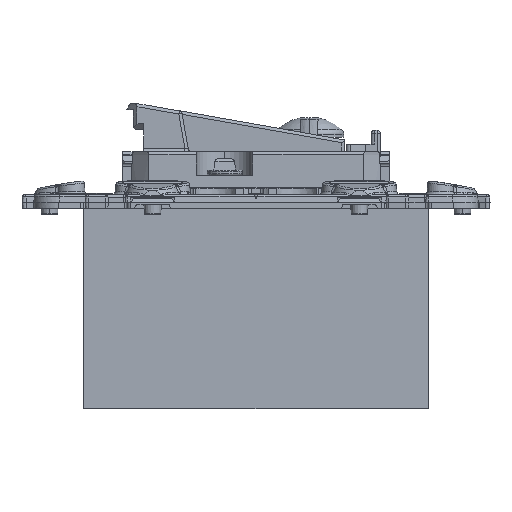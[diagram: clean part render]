
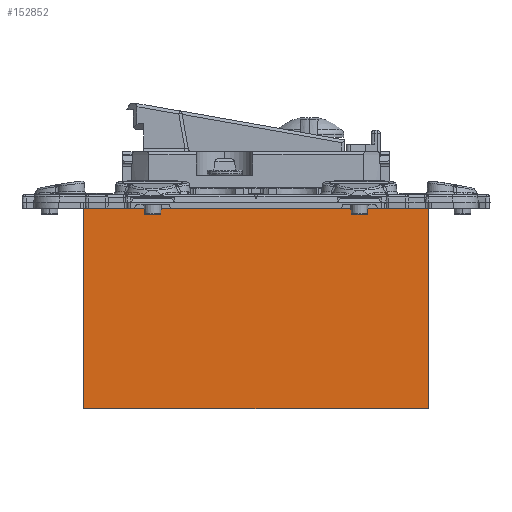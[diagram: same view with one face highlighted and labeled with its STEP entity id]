
A CAD part, left-side view. The second image highlights one B-rep face of the part: STEP entity #152852.
In plain terms, the highlighted planar face has unit normal (-1, 0, 0).
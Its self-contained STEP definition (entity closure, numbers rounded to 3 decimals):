
#152825=AXIS2_PLACEMENT_3D('Plane Axis2P3D',#152822,#152823,#152824) ;
#9990=CARTESIAN_POINT('Vertex',(-27.5,9.38,-21.375)) ;
#9997=CARTESIAN_POINT('Vertex',(-27.5,4.117,-21.375)) ;
#11967=CARTESIAN_POINT('Line Origine',(-27.5,-11.692,-21.375)) ;
#11971=CARTESIAN_POINT('Vertex',(-27.5,-27.5,-21.375)) ;
#12007=CARTESIAN_POINT('Vertex',(-27.5,27.5,-21.375)) ;
#12010=CARTESIAN_POINT('Line Origine',(-27.5,18.44,-21.375)) ;
#152795=CARTESIAN_POINT('Vertex',(-27.5,27.5,-53.375)) ;
#152798=CARTESIAN_POINT('Line Origine',(-27.5,27.5,-37.375)) ;
#152822=CARTESIAN_POINT('Axis2P3D Location',(-27.5,-27.5,-21.375)) ;
#152827=CARTESIAN_POINT('Line Origine',(-27.5,0.,-53.375)) ;
#152831=CARTESIAN_POINT('Vertex',(-27.5,-27.5,-53.375)) ;
#152834=CARTESIAN_POINT('Line Origine',(-27.5,-27.5,-37.375)) ;
#152839=CARTESIAN_POINT('Line Origine',(-27.5,6.749,-21.375)) ;
#11968=DIRECTION('Vector Direction',(0.,1.,0.)) ;
#12011=DIRECTION('Vector Direction',(0.,1.,0.)) ;
#152799=DIRECTION('Vector Direction',(0.,0.,-1.)) ;
#152823=DIRECTION('Axis2P3D Direction',(-1.,0.,0.)) ;
#152824=DIRECTION('Axis2P3D XDirection',(0.,1.,0.)) ;
#152828=DIRECTION('Vector Direction',(0.,1.,0.)) ;
#152835=DIRECTION('Vector Direction',(0.,0.,-1.)) ;
#152840=DIRECTION('Vector Direction',(0.,1.,0.)) ;
#11969=VECTOR('Line Direction',#11968,1.) ;
#12012=VECTOR('Line Direction',#12011,1.) ;
#152800=VECTOR('Line Direction',#152799,1.) ;
#152829=VECTOR('Line Direction',#152828,1.) ;
#152836=VECTOR('Line Direction',#152835,1.) ;
#152841=VECTOR('Line Direction',#152840,1.) ;
#152845=ORIENTED_EDGE('',*,*,#152833,.T.) ;
#152846=ORIENTED_EDGE('',*,*,#152838,.F.) ;
#152847=ORIENTED_EDGE('',*,*,#11973,.F.) ;
#152848=ORIENTED_EDGE('',*,*,#152843,.F.) ;
#152849=ORIENTED_EDGE('',*,*,#12014,.F.) ;
#152850=ORIENTED_EDGE('',*,*,#152802,.T.) ;
#152852=ADVANCED_FACE('PartBody',(#152851),#152826,.T.) ;
#11973=EDGE_CURVE('',#9998,#11972,#11970,.F.) ;
#12014=EDGE_CURVE('',#12008,#9991,#12013,.F.) ;
#152802=EDGE_CURVE('',#12008,#152796,#152801,.T.) ;
#152833=EDGE_CURVE('',#152796,#152832,#152830,.F.) ;
#152838=EDGE_CURVE('',#11972,#152832,#152837,.T.) ;
#152843=EDGE_CURVE('',#9991,#9998,#152842,.F.) ;
#152844=EDGE_LOOP('',(#152845,#152846,#152847,#152848,#152849,#152850)) ;
#152851=FACE_OUTER_BOUND('',#152844,.T.) ;
#11970=LINE('Line',#11967,#11969) ;
#12013=LINE('Line',#12010,#12012) ;
#152801=LINE('Line',#152798,#152800) ;
#152830=LINE('Line',#152827,#152829) ;
#152837=LINE('Line',#152834,#152836) ;
#152842=LINE('Line',#152839,#152841) ;
#152826=PLANE('',#152825) ;
#9991=VERTEX_POINT('',#9990) ;
#9998=VERTEX_POINT('',#9997) ;
#11972=VERTEX_POINT('',#11971) ;
#12008=VERTEX_POINT('',#12007) ;
#152796=VERTEX_POINT('',#152795) ;
#152832=VERTEX_POINT('',#152831) ;
